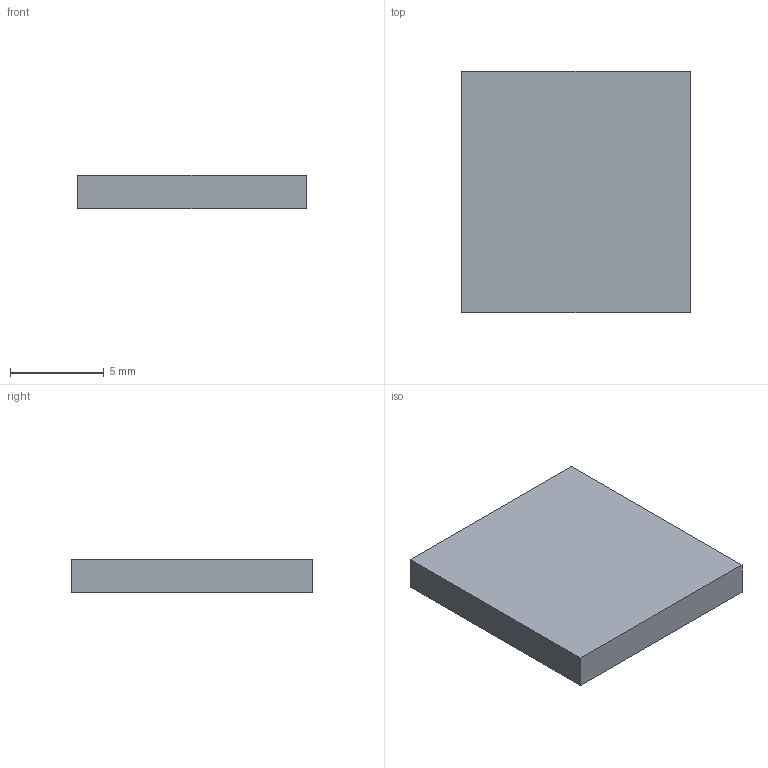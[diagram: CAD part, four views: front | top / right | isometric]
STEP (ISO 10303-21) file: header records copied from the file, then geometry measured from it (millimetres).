
FILE_DESCRIPTION((''),'2;1');
FILE_NAME('WIFI_A','2012-09-18T',('Administrator'),(''),'PRO/ENGINEER BY PARAMETRIC TECHNOLOGY CORPORATION, 2008230','PRO/ENGINEER BY PARAMETRIC TECHNOLOGY CORPORATION, 2008230','');
FILE_SCHEMA(('AUTOMOTIVE_DESIGN_CC2 { 1 2 10303 214 -1 1 5 2 }'));
Length unit declared in the file: millimetre
Products named in the file (1): WIFI_A
Bounding box: 12.2 x 12.9 x 1.8 mm (x, y, z)
Volume: 283.3 mm3; surface area: 405.1 mm2
Topology: 1 solids, 1 shells, 6 faces, 283 edges, 279 vertices
Faces by surface type: plane 6
Entity records: 2657 total; most frequent: CARTESIAN_POINT 298, DIRECTION 297, VECTOR 283, LINE 283, CURVE_STYLE 272, PRESENTATION_STYLE_ASSIGNMENT 272, STYLED_ITEM 272, TRIMMED_CURVE 271
